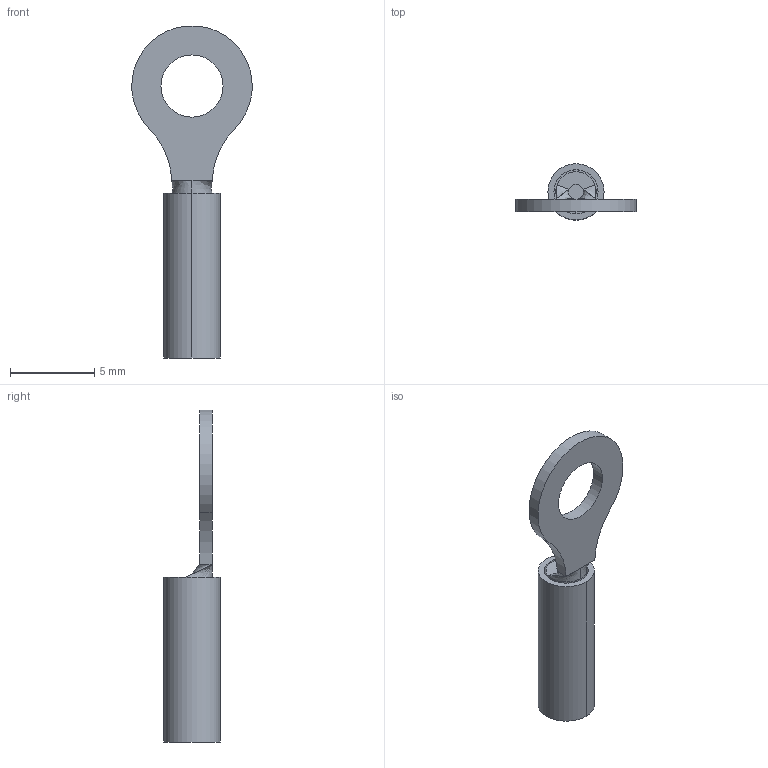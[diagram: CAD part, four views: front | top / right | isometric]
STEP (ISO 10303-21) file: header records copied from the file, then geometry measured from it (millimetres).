
FILE_DESCRIPTION((''),'2;1');
FILE_NAME('C-151439','2008-07-29T',('workeradm'),('Tyco Electronics Corporation'),'PRO/ENGINEER BY PARAMETRIC TECHNOLOGY CORPORATION, 2005450','PRO/ENGINEER BY PARAMETRIC TECHNOLOGY CORPORATION, 2005450','');
FILE_SCHEMA(('CONFIG_CONTROL_DESIGN', 'GEOMETRIC_VALIDATION_PROPERTIES_MIM'));
Length unit declared in the file: millimetre
Products named in the file (1): C-151439
Bounding box: 7.11 x 3.33 x 19.67 mm (x, y, z)
Volume: 103.8 mm3; surface area: 253 mm2
Topology: 1 solids, 1 shells, 29 faces, 74 edges, 50 vertices
Faces by surface type: cylinder 15, plane 8, bspline 6
Entity records: 1243 total; most frequent: CARTESIAN_POINT 372, DIRECTION 166, ORIENTED_EDGE 148, EDGE_CURVE 74, AXIS2_PLACEMENT_3D 69, COLOUR_RGB 64, VERTEX_POINT 50, CIRCLE 46
